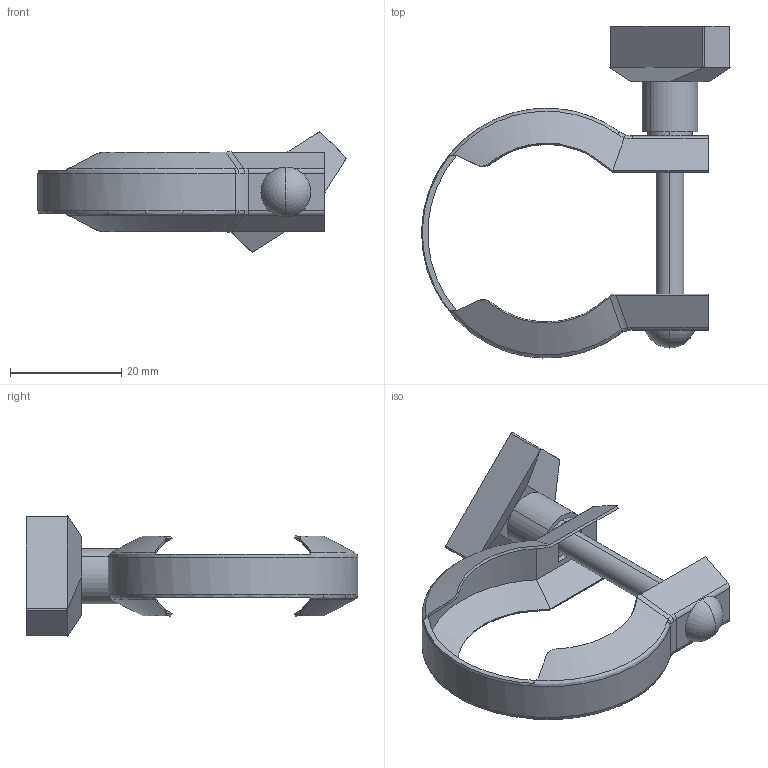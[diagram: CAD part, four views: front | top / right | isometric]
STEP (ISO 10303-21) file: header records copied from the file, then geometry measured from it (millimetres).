
FILE_DESCRIPTION (( 'STEP AP214' ), '1' );
FILE_NAME ('120BSG025.stp', '2019-02-11T07:44:59', ( '' ), ( '' ), 'SwSTEP 2.0', 'SolidWorks 2015', '' );
FILE_SCHEMA (( 'AUTOMOTIVE_DESIGN' ));
Length unit declared in the file: millimetre
Products named in the file (1): 120BSG025
Bounding box: 55.63 x 59.8 x 21.78 mm (x, y, z)
Volume: 4916.8 mm3; surface area: 7356.5 mm2
Topology: 4 solids, 4 shells, 132 faces, 330 edges, 208 vertices
Faces by surface type: plane 65, bspline 41, cylinder 22, cone 2, torus 2
Entity records: 10598 total; most frequent: CARTESIAN_POINT 6278, ORIENTED_EDGE 656, DIRECTION 458, EDGE_CURVE 328, VERTEX_POINT 208, VECTOR 154, LINE 154, AXIS2_PLACEMENT_3D 152
